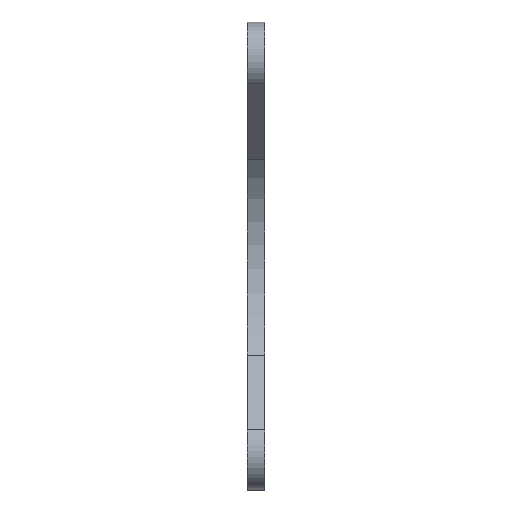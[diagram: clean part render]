
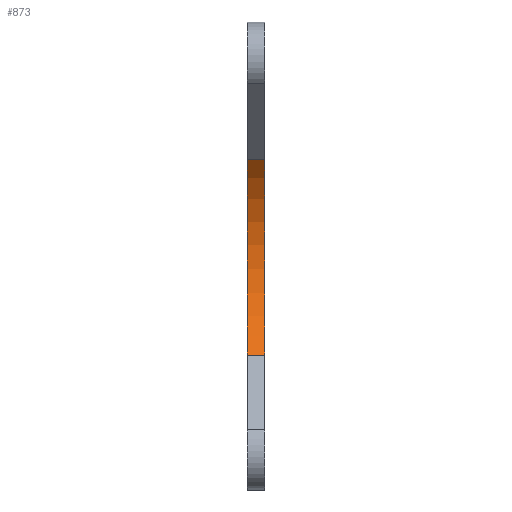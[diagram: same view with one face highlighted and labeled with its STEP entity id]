
A CAD part, left-side view. The second image highlights one B-rep face of the part: STEP entity #873.
In plain terms, the highlighted cylindrical face has radius 40 mm (diameter 80 mm), a partial arc.
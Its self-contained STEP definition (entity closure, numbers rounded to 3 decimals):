
#73 = DIRECTION ( 'NONE',  ( 0., -1., 0. ) ) ;
#87 = EDGE_LOOP ( 'NONE', ( #459, #1047, #124, #428 ) ) ;
#124 = ORIENTED_EDGE ( 'NONE', *, *, #714, .F. ) ;
#168 = DIRECTION ( 'NONE',  ( 0., 0., -1. ) ) ;
#211 = DIRECTION ( 'NONE',  ( 0., -1., 0. ) ) ;
#260 = EDGE_CURVE ( 'NONE', #1295, #338, #566, .T. ) ;
#298 = CARTESIAN_POINT ( 'NONE',  ( -42.5, 0., 27.726 ) ) ;
#300 = CIRCLE ( 'NONE', #776, 40. ) ;
#338 = VERTEX_POINT ( 'NONE', #824 ) ;
#361 = EDGE_CURVE ( 'NONE', #338, #768, #828, .T. ) ;
#428 = ORIENTED_EDGE ( 'NONE', *, *, #260, .T. ) ;
#435 = CARTESIAN_POINT ( 'NONE',  ( -71.331, 0., 0. ) ) ;
#438 = CARTESIAN_POINT ( 'NONE',  ( -42.5, 5., 27.726 ) ) ;
#459 = ORIENTED_EDGE ( 'NONE', *, *, #361, .T. ) ;
#488 = CARTESIAN_POINT ( 'NONE',  ( -42.5, 5., -27.726 ) ) ;
#527 = FACE_OUTER_BOUND ( 'NONE', #87, .T. ) ;
#546 = VECTOR ( 'NONE', #1187, 1000. ) ;
#566 = LINE ( 'NONE', #1056, #1072 ) ;
#641 = EDGE_CURVE ( 'NONE', #899, #768, #918, .T. ) ;
#714 = EDGE_CURVE ( 'NONE', #1295, #899, #300, .T. ) ;
#768 = VERTEX_POINT ( 'NONE', #298 ) ;
#776 = AXIS2_PLACEMENT_3D ( 'NONE', #1101, #73, #168 ) ;
#811 = DIRECTION ( 'NONE',  ( 0., 0., -1. ) ) ;
#816 = AXIS2_PLACEMENT_3D ( 'NONE', #435, #211, #1337 ) ;
#818 = CARTESIAN_POINT ( 'NONE',  ( -71.331, 5., 0. ) ) ;
#824 = CARTESIAN_POINT ( 'NONE',  ( -42.5, 0., -27.726 ) ) ;
#828 = CIRCLE ( 'NONE', #816, 40. ) ;
#847 = DIRECTION ( 'NONE',  ( 0., -1., 0. ) ) ;
#873 = ADVANCED_FACE ( 'NONE', ( #527 ), #1032, .F. ) ;
#899 = VERTEX_POINT ( 'NONE', #438 ) ;
#918 = LINE ( 'NONE', #1087, #546 ) ;
#1032 = CYLINDRICAL_SURFACE ( 'NONE', #1151, 40. ) ;
#1047 = ORIENTED_EDGE ( 'NONE', *, *, #641, .F. ) ;
#1056 = CARTESIAN_POINT ( 'NONE',  ( -42.5, 5., -27.726 ) ) ;
#1072 = VECTOR ( 'NONE', #847, 1000. ) ;
#1087 = CARTESIAN_POINT ( 'NONE',  ( -42.5, 5., 27.726 ) ) ;
#1101 = CARTESIAN_POINT ( 'NONE',  ( -71.331, 5., 0. ) ) ;
#1117 = DIRECTION ( 'NONE',  ( 0., -1., 0. ) ) ;
#1151 = AXIS2_PLACEMENT_3D ( 'NONE', #818, #1117, #811 ) ;
#1187 = DIRECTION ( 'NONE',  ( 0., -1., 0. ) ) ;
#1295 = VERTEX_POINT ( 'NONE', #488 ) ;
#1337 = DIRECTION ( 'NONE',  ( 0., 0., -1. ) ) ;
